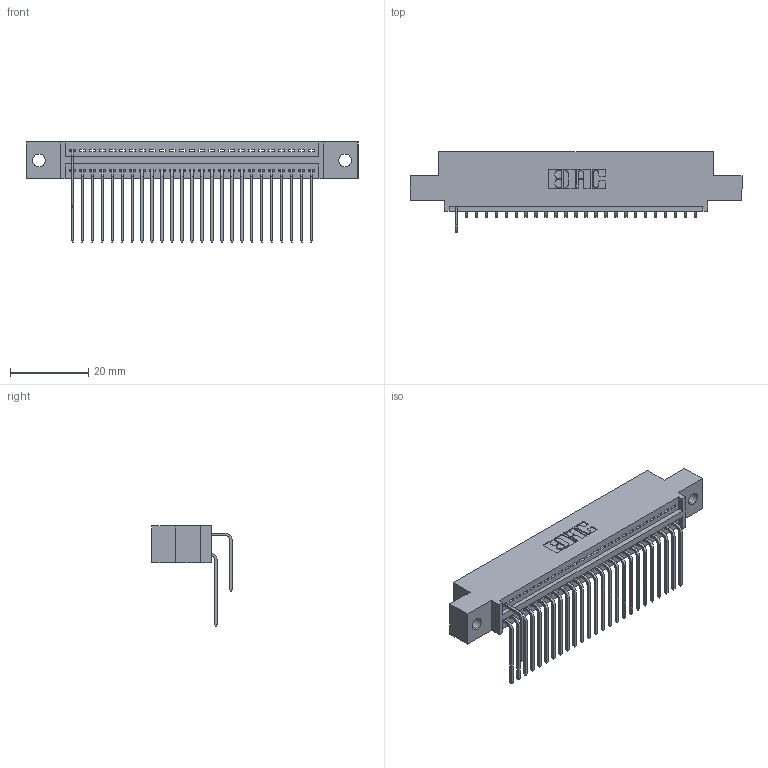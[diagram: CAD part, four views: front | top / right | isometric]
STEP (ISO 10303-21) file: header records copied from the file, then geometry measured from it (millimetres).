
FILE_DESCRIPTION (( 'STEP AP203' ), '1' );
FILE_NAME ('345-050-559-502.STEP', '2018-09-22T15:42:19', ( '' ), ( '' ), 'SwSTEP 2.0', 'SolidWorks 2016', '' );
FILE_SCHEMA (( 'CONFIG_CONTROL_DESIGN' ));
Length unit declared in the file: inch
Products named in the file (4): 345 Part_0.110 Offset - 0.128 Dia; 345-292-001_558 559 Tail - 1; 345-292-001_559 Tail - 2; 345-050-559-502
Assembly tree (27 placements, depth 2):
  345-050-559-502
    345 Part_0.110 Offset - 0.128 Dia
    345-292-001_558 559 Tail - 1  x25
    345-292-001_559 Tail - 2
Bounding box: 84.71 x 20.56 x 25.53 mm (x, y, z)
Volume: 7894.5 mm3; surface area: 10640.3 mm2
Topology: 27 solids, 27 shells, 1674 faces, 5031 edges, 3318 vertices
Faces by surface type: plane 1162, cylinder 512
Entity records: 22923 total; most frequent: CARTESIAN_POINT 4011, ORIENTED_EDGE 3918, DIRECTION 3503, EDGE_CURVE 1959, VECTOR 1687, LINE 1687, VERTEX_POINT 1302, AXIS2_PLACEMENT_3D 908
